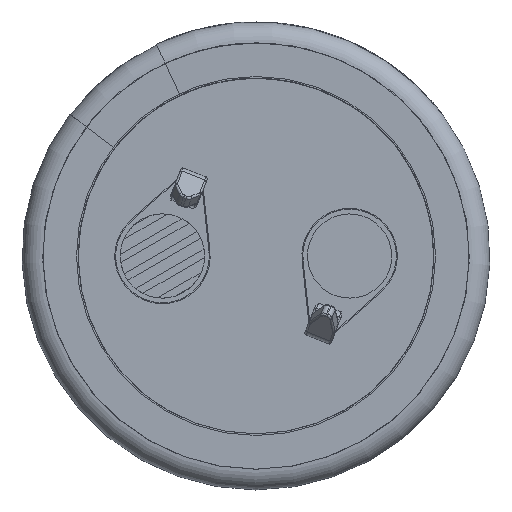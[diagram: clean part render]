
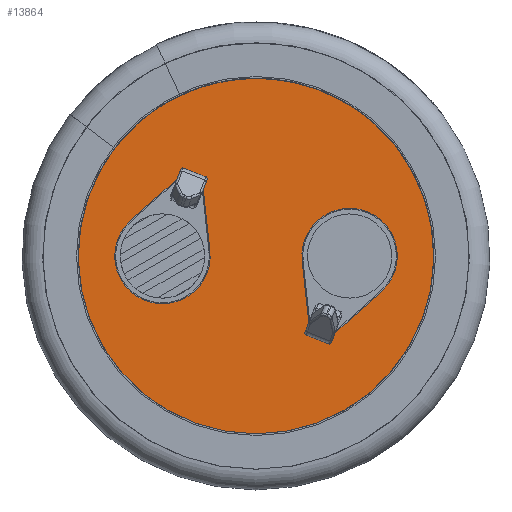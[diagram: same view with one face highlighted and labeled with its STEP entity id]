
A CAD part, front view. The second image highlights one B-rep face of the part: STEP entity #13864.
In plain terms, the highlighted planar face has unit normal (0, -1, 0).
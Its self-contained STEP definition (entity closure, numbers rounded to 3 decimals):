
#888=LINE('',#17873,#1524);
#889=LINE('',#17876,#1525);
#890=LINE('',#17878,#1526);
#891=LINE('',#17881,#1527);
#892=LINE('',#17884,#1528);
#893=LINE('',#17886,#1529);
#1524=VECTOR('',#15476,1000.);
#1525=VECTOR('',#15477,1000.);
#1526=VECTOR('',#15478,1000.);
#1527=VECTOR('',#15481,1000.);
#1528=VECTOR('',#15482,1000.);
#1529=VECTOR('',#15483,1000.);
#2207=ORIENTED_EDGE('',*,*,#5150,.T.);
#2208=ORIENTED_EDGE('',*,*,#5151,.F.);
#2209=ORIENTED_EDGE('',*,*,#5152,.F.);
#2210=ORIENTED_EDGE('',*,*,#5153,.F.);
#2211=ORIENTED_EDGE('',*,*,#5154,.F.);
#2212=ORIENTED_EDGE('',*,*,#5155,.T.);
#2213=ORIENTED_EDGE('',*,*,#5156,.T.);
#2214=ORIENTED_EDGE('',*,*,#5157,.T.);
#2215=ORIENTED_EDGE('',*,*,#5158,.T.);
#5150=EDGE_CURVE('',#6617,#6617,#7545,.T.);
#5151=EDGE_CURVE('',#6618,#6619,#888,.T.);
#5152=EDGE_CURVE('',#6620,#6618,#889,.T.);
#5153=EDGE_CURVE('',#6621,#6620,#890,.T.);
#5154=EDGE_CURVE('',#6619,#6621,#7546,.T.);
#5155=EDGE_CURVE('',#6622,#6623,#891,.T.);
#5156=EDGE_CURVE('',#6623,#6624,#892,.T.);
#5157=EDGE_CURVE('',#6624,#6625,#893,.T.);
#5158=EDGE_CURVE('',#6625,#6622,#7547,.T.);
#6617=VERTEX_POINT('',#17872);
#6618=VERTEX_POINT('',#17874);
#6619=VERTEX_POINT('',#17875);
#6620=VERTEX_POINT('',#17877);
#6621=VERTEX_POINT('',#17879);
#6622=VERTEX_POINT('',#17882);
#6623=VERTEX_POINT('',#17883);
#6624=VERTEX_POINT('',#17885);
#6625=VERTEX_POINT('',#17887);
#7545=CIRCLE('',#14519,9.59);
#7546=CIRCLE('',#14520,2.55);
#7547=CIRCLE('',#14521,2.55);
#7911=EDGE_LOOP('',(#2207));
#7912=EDGE_LOOP('',(#2208,#2209,#2210,#2211));
#7913=EDGE_LOOP('',(#2212,#2213,#2214,#2215));
#8626=FACE_BOUND('',#7911,.T.);
#8627=FACE_BOUND('',#7912,.T.);
#8628=FACE_BOUND('',#7913,.T.);
#9335=PLANE('',#14518);
#13864=ADVANCED_FACE('',(#8626,#8627,#8628),#9335,.T.);
#14518=AXIS2_PLACEMENT_3D('',#17870,#15472,#15473);
#14519=AXIS2_PLACEMENT_3D('',#17871,#15474,#15475);
#14520=AXIS2_PLACEMENT_3D('',#17880,#15479,#15480);
#14521=AXIS2_PLACEMENT_3D('',#17888,#15484,#15485);
#15472=DIRECTION('',(0.,-1.,0.));
#15473=DIRECTION('',(0.,0.,-1.));
#15474=DIRECTION('',(0.,-1.,0.));
#15475=DIRECTION('',(0.,0.,-1.));
#15476=DIRECTION('',(-0.748,0.,-0.664));
#15477=DIRECTION('',(-0.933,0.,0.36));
#15478=DIRECTION('',(-0.108,0.,0.994));
#15479=DIRECTION('',(0.,-1.,0.));
#15480=DIRECTION('',(0.,0.,1.));
#15481=DIRECTION('',(-0.748,0.,-0.664));
#15482=DIRECTION('',(-0.933,0.,0.36));
#15483=DIRECTION('',(-0.108,0.,0.994));
#15484=DIRECTION('',(0.,1.,0.));
#15485=DIRECTION('',(0.,0.,-1.));
#17870=CARTESIAN_POINT('',(0.,0.,0.));
#17871=CARTESIAN_POINT('',(0.,0.,0.));
#17872=CARTESIAN_POINT('',(0.,0.,-9.59));
#17873=CARTESIAN_POINT('',(-4.27,0.,4.059));
#17874=CARTESIAN_POINT('',(-4.27,0.,4.059));
#17875=CARTESIAN_POINT('',(-6.694,0.,1.906));
#17876=CARTESIAN_POINT('',(-2.814,0.,3.497));
#17877=CARTESIAN_POINT('',(-2.814,0.,3.497));
#17878=CARTESIAN_POINT('',(-2.465,0.,0.274));
#17879=CARTESIAN_POINT('',(-2.465,0.,0.274));
#17880=CARTESIAN_POINT('',(-5.,0.,0.));
#17881=CARTESIAN_POINT('',(6.694,0.,-1.906));
#17882=CARTESIAN_POINT('',(6.694,0.,-1.906));
#17883=CARTESIAN_POINT('',(4.27,0.,-4.059));
#17884=CARTESIAN_POINT('',(4.27,0.,-4.059));
#17885=CARTESIAN_POINT('',(2.814,0.,-3.497));
#17886=CARTESIAN_POINT('',(2.814,0.,-3.497));
#17887=CARTESIAN_POINT('',(2.465,0.,-0.274));
#17888=CARTESIAN_POINT('',(5.,0.,0.));
